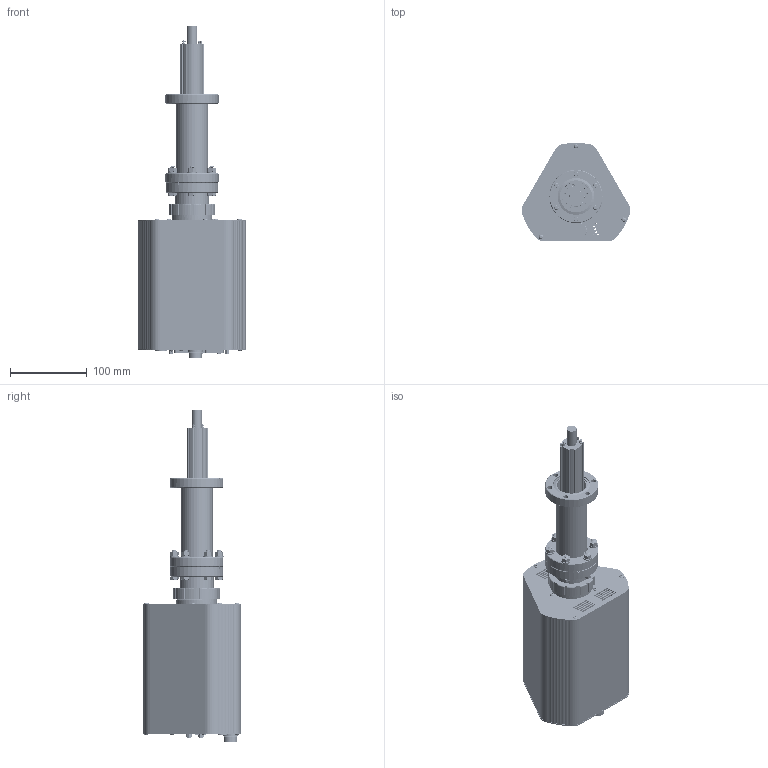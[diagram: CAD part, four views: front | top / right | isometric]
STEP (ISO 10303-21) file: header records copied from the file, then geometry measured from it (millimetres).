
FILE_DESCRIPTION(/* description */ (''),/* implementation_level */ '2;1');
FILE_NAME(/* name */ 'PTM16141211-REV1.stp',/* time_stamp */ '2018-02-02T10:47:17-05:00',/* author */ (''),/* organization */ (''),/* preprocessor_version */ 'ST-DEVELOPER v16',/* originating_system */ 'SIEMENS PLM Software NX 10.0',/* authorisation */ '');
FILE_SCHEMA (('AP203_CONFIGURATION_CONTROLLED_3D_DESIGN_OF_MECHANICAL_PARTS_AND_ASSEMBLIES_MIM_LF { 1 0 10303 403 2 1 2}'));
Bounding box: 141.72 x 128.16 x 433.53 mm (x, y, z)
Volume: 641199.5 mm3; surface area: 456935.5 mm2
Topology: 112 solids, 417 shells, 4917 faces, 13688 edges, 9495 vertices
Faces by surface type: plane 2686, cylinder 1464, cone 544, bspline 143, torus 52, revolution 24, sphere 4
Full cylindrical faces by diameter (mm): 0.2 x7, 0.635 x15, 0.716 x4, 0.762 x4, 0.86 x62, 1 x3, 1.1 x2, 1.143 x15, 1.221 x3, 1.496 x6, 1.524 x6, 1.575 x23, 1.6 x10, 1.65 x3, 1.68 x2, 1.778 x2, 1.78 x62, 1.905 x1, 2.032 x12, 2.05 x3, 2.083 x15, 2.184 x2, 2.261 x4, 2.3 x3, 2.4 x3, 2.413 x2, 2.438 x6, 2.489 x2, 2.5 x8, 2.8 x1
Entity records: 216442 total; most frequent: CRTPNT 98319, ORNEDG 24172, DRCTN 22480, EDGCRV 12705, VRTPNT 9290, A2PL3D 7639, LINE 7178, VECTOR 7178
